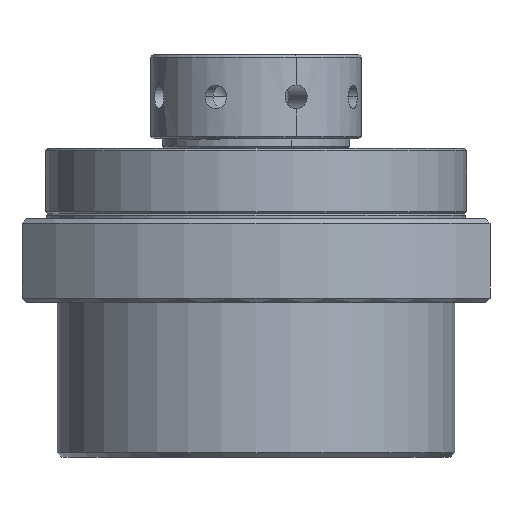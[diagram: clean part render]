
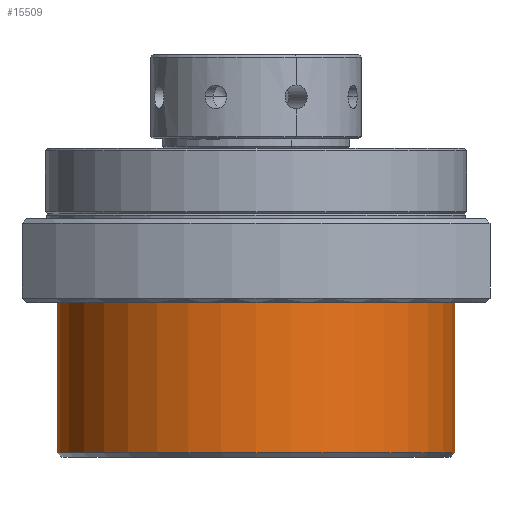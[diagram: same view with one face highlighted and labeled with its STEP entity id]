
A CAD part, front view. The second image highlights one B-rep face of the part: STEP entity #15509.
In plain terms, the highlighted cylindrical face has radius 42.5 mm (diameter 85 mm), a partial arc.
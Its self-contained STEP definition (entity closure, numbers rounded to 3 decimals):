
#1353 = CARTESIAN_POINT ( 'NONE',  ( -42.5, 0., -19. ) ) ;
#1354 = CARTESIAN_POINT ( 'NONE',  ( 42.5, 0., -19. ) ) ;
#1358 = CARTESIAN_POINT ( 'NONE',  ( 42.5, 0., -51. ) ) ;
#1366 = CARTESIAN_POINT ( 'NONE',  ( -42.5, 0., -51. ) ) ;
#1869 = CARTESIAN_POINT ( 'NONE',  ( 0., 0., -51. ) ) ;
#1877 = DIRECTION ( 'NONE',  ( 0., 0., 1. ) ) ;
#1878 = DIRECTION ( 'NONE',  ( 1., 0., 0. ) ) ;
#1920 = CARTESIAN_POINT ( 'NONE',  ( 0., 0., -19. ) ) ;
#1929 = DIRECTION ( 'NONE',  ( 0., 0., -1. ) ) ;
#1930 = DIRECTION ( 'NONE',  ( 1., 0., 0. ) ) ;
#2990 = CIRCLE ( 'NONE', #17564, 42.5 ) ;
#3011 = CIRCLE ( 'NONE', #17580, 42.5 ) ;
#3752 = CYLINDRICAL_SURFACE ( 'NONE', #4689, 42.5 ) ;
#3760 = FACE_OUTER_BOUND ( 'NONE', #16434, .T. ) ;
#4689 = AXIS2_PLACEMENT_3D ( 'NONE', #6443, #6442, #6441 ) ;
#6441 = DIRECTION ( 'NONE',  ( 1., 0., 0. ) ) ;
#6442 = DIRECTION ( 'NONE',  ( 0., 0., 1. ) ) ;
#6443 = CARTESIAN_POINT ( 'NONE',  ( 0., 0., 61.638 ) ) ;
#9228 = LINE ( 'NONE', #10054, #9232 ) ;
#9232 = VECTOR ( 'NONE', #10055, 1000. ) ;
#9233 = LINE ( 'NONE', #10056, #9234 ) ;
#9234 = VECTOR ( 'NONE', #10057, 1000. ) ;
#10054 = CARTESIAN_POINT ( 'NONE',  ( 42.5, 0., 61.638 ) ) ;
#10055 = DIRECTION ( 'NONE',  ( 0., 0., 1. ) ) ;
#10056 = CARTESIAN_POINT ( 'NONE',  ( -42.5, 0., 61.638 ) ) ;
#10057 = DIRECTION ( 'NONE',  ( 0., 0., 1. ) ) ;
#11053 = VERTEX_POINT ( 'NONE', #1353 ) ;
#11054 = VERTEX_POINT ( 'NONE', #1354 ) ;
#11058 = VERTEX_POINT ( 'NONE', #1358 ) ;
#11066 = VERTEX_POINT ( 'NONE', #1366 ) ;
#14274 = EDGE_CURVE ( 'NONE', #11066, #11058, #2990, .T. ) ;
#14291 = EDGE_CURVE ( 'NONE', #11054, #11053, #3011, .T. ) ;
#14861 = ORIENTED_EDGE ( 'NONE', *, *, #17242, .F. ) ;
#14862 = ORIENTED_EDGE ( 'NONE', *, *, #14274, .T. ) ;
#14863 = ORIENTED_EDGE ( 'NONE', *, *, #17241, .T. ) ;
#14864 = ORIENTED_EDGE ( 'NONE', *, *, #14291, .T. ) ;
#15509 = ADVANCED_FACE ( 'NONE', ( #3760 ), #3752, .T. ) ;
#16434 = EDGE_LOOP ( 'NONE', ( #14861, #14862, #14863, #14864 ) ) ;
#17241 = EDGE_CURVE ( 'NONE', #11058, #11054, #9228, .T. ) ;
#17242 = EDGE_CURVE ( 'NONE', #11066, #11053, #9233, .T. ) ;
#17564 = AXIS2_PLACEMENT_3D ( 'NONE', #1869, #1877, #1878 ) ;
#17580 = AXIS2_PLACEMENT_3D ( 'NONE', #1920, #1929, #1930 ) ;
